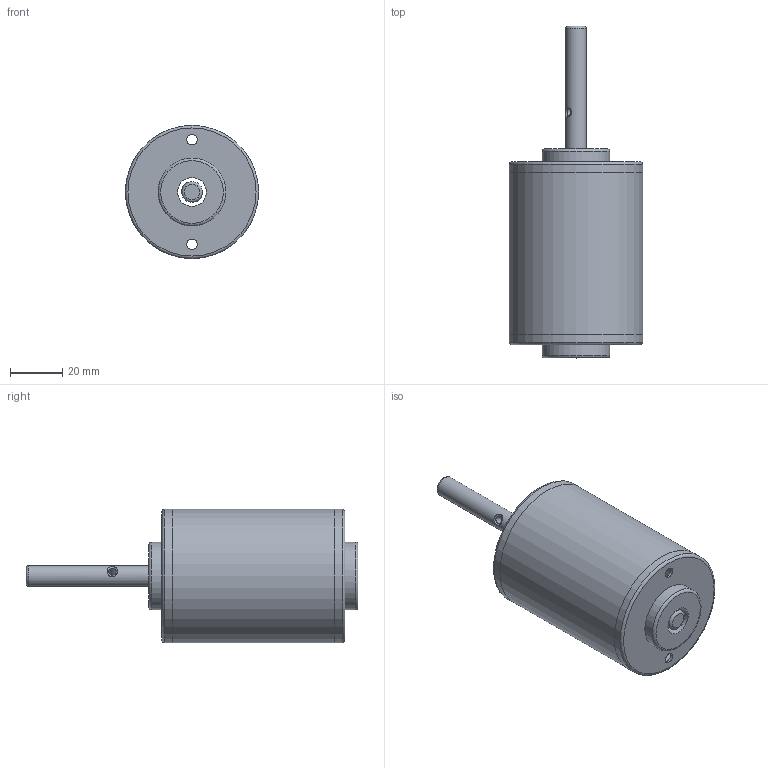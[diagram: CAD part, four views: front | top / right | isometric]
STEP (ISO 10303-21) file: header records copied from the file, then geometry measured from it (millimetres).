
FILE_DESCRIPTION(/* description */ (''),/* implementation_level */ '2;1');
FILE_NAME(/* name */ 'DC_Motor_XD-3420 v4.step',/* time_stamp */ '2019-02-11T07:40:15+02:00',/* author */ (''),/* organization */ (''),/* preprocessor_version */ 'ST-DEVELOPER v17.2',/* originating_system */ 'Autodesk Translation Framework v7.6.0.251',/* authorisation */ '');
FILE_SCHEMA (('AUTOMOTIVE_DESIGN { 1 0 10303 214 3 1 1 }'));
Length unit declared in the file: millimetre
Products named in the file (4): DC_Motor_XD-3420; Axis; Middle body; BottomTopCup
Assembly tree (4 placements, depth 2):
  DC_Motor_XD-3420
    Axis
    Middle body
    BottomTopCup  x2
Bounding box: 51 x 127 x 51 mm (x, y, z)
Volume: 16853.1 mm3; surface area: 36253.7 mm2
Topology: 4 solids, 4 shells, 44 faces, 92 edges, 63 vertices
Faces by surface type: cylinder 20, plane 16, torus 6, bspline 2
Full cylindrical faces by diameter (mm): 3 x1, 4 x4, 8 x1, 11 x2, 13 x2, 24 x2, 26 x2, 50 x3, 51 x3
Entity records: 1347 total; most frequent: CARTESIAN_POINT 535, DIRECTION 163, ORIENTED_EDGE 124, AXIS2_PLACEMENT_3D 74, EDGE_CURVE 62, VERTEX_POINT 43, EDGE_LOOP 41, CIRCLE 40
